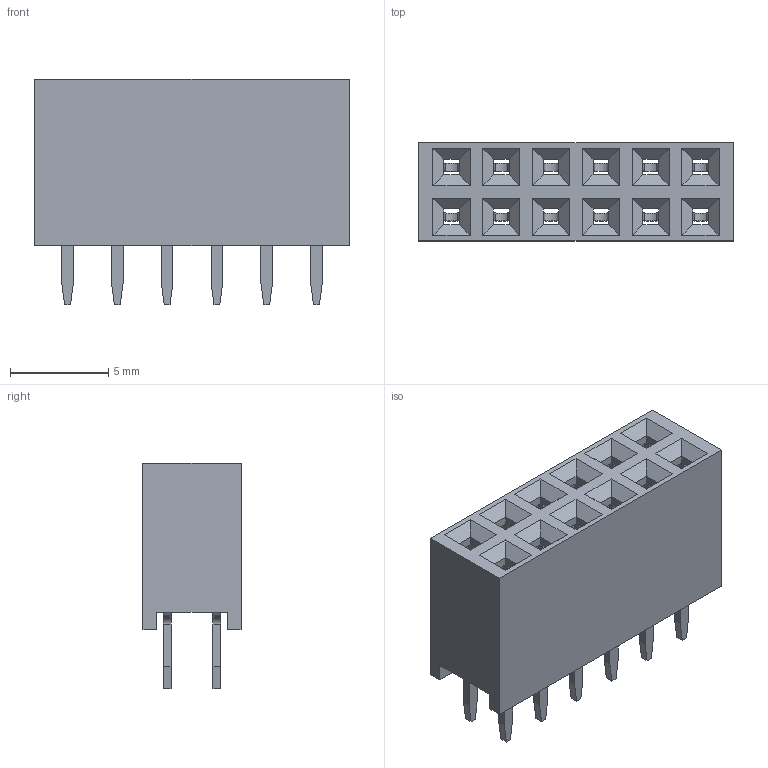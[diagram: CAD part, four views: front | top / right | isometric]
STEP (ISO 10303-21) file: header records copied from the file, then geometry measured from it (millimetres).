
FILE_DESCRIPTION(('STEP AP214'), '1');
FILE_NAME('DS1023-1x5SF11', '2017-07-15T12:29:08', ('Nobody'), (''), 'ASCON STEP Converter 1.3', 'ASCON Math Kernel', '');
FILE_SCHEMA(('AUTOMOTIVE_DESIGN { 1 0 10303 214 3 1 1}'));
Length unit declared in the file: millimetre
Assembly tree (13 placements, depth 2):
  (unnamed)
    (unnamed)
    (unnamed)  x12
Bounding box: 16.04 x 5 x 11.5 mm (x, y, z)
Volume: 533.2 mm3; surface area: 1425.9 mm2
Topology: 13 solids, 13 shells, 574 faces, 1632 edges, 1072 vertices
Faces by surface type: plane 442, cylinder 132
Entity records: 11159 total; most frequent: CARTESIAN_POINT 1554, ORIENTED_EDGE 1548, DIRECTION 1356, EDGE_CURVE 774, LINE 752, VECTOR 752, VERTEX_POINT 500, AXIS2_PLACEMENT_3D 302
